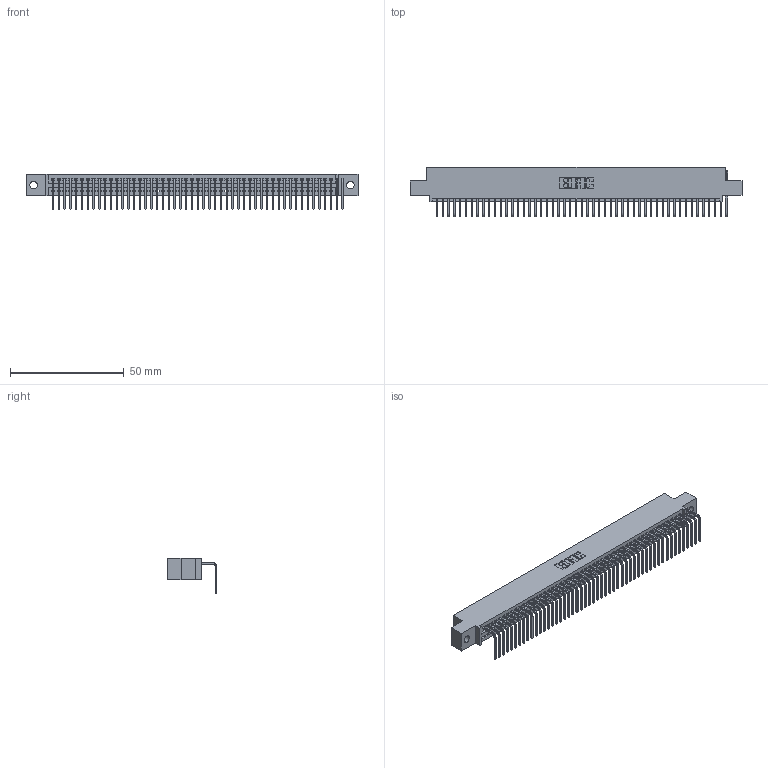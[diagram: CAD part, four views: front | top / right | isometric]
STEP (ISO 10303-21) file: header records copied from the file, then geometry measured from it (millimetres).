
FILE_DESCRIPTION (( 'STEP AP203' ), '1' );
FILE_NAME ('345-051-558-402.STEP', '2019-10-10T18:33:04', ( '' ), ( '' ), 'SwSTEP 2.0', 'SolidWorks 2016', '' );
FILE_SCHEMA (( 'CONFIG_CONTROL_DESIGN' ));
Length unit declared in the file: inch
Products named in the file (3): 345-292-001_558 Tail - 2; 345-051-558-402; 345 Part_0.110 Offset - 0.128 Dia
Assembly tree (52 placements, depth 2):
  345-051-558-402
    345 Part_0.110 Offset - 0.128 Dia
    345-292-001_558 Tail - 2  x51
Bounding box: 145.67 x 21.83 x 15.37 mm (x, y, z)
Volume: 13975.9 mm3; surface area: 19598.3 mm2
Topology: 52 solids, 52 shells, 3158 faces, 9527 edges, 6282 vertices
Faces by surface type: plane 2198, cylinder 960
Entity records: 36219 total; most frequent: CARTESIAN_POINT 6273, ORIENTED_EDGE 6254, DIRECTION 5469, EDGE_CURVE 3127, LINE 2799, VECTOR 2799, VERTEX_POINT 2082, AXIS2_PLACEMENT_3D 1335
